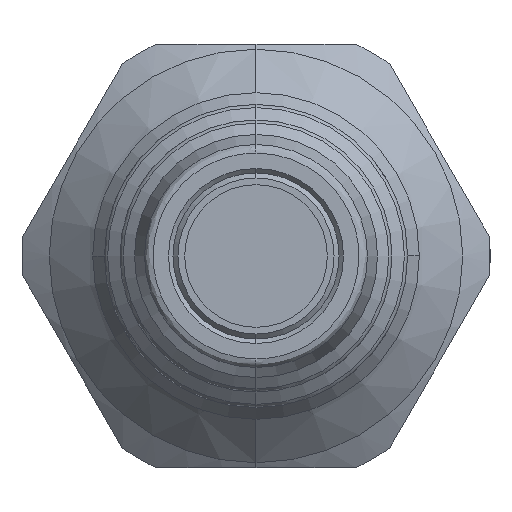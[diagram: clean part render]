
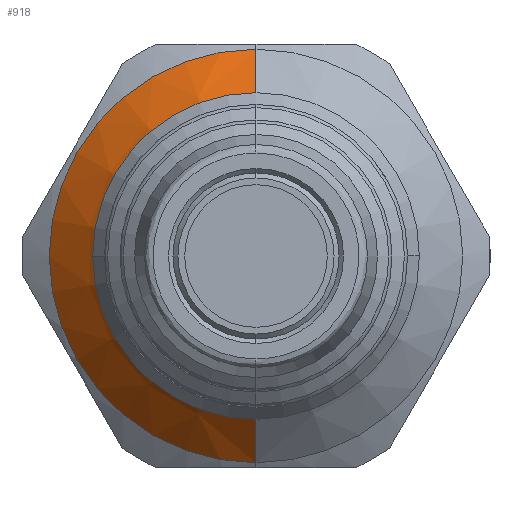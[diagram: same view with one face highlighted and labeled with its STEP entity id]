
A CAD part, left-side view. The second image highlights one B-rep face of the part: STEP entity #918.
In plain terms, the highlighted conical face has half-angle 45 degrees and reference radius 9.275 mm.
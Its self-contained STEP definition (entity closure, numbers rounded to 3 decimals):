
#23 = CIRCLE ( 'NONE', #1998, 9.275 ) ;
#111 = CIRCLE ( 'NONE', #2008, 5.85 ) ;
#151 = VECTOR ( 'NONE', #1157, 1000. ) ;
#153 = LINE ( 'NONE', #1153, #151 ) ;
#154 = VECTOR ( 'NONE', #1141, 1000. ) ;
#156 = LINE ( 'NONE', #1142, #154 ) ;
#219 = CONICAL_SURFACE ( 'NONE', #2053, 9.275, 0.785 ) ;
#220 = FACE_OUTER_BOUND ( 'NONE', #740, .T. ) ;
#417 = ORIENTED_EDGE ( 'NONE', *, *, #1624, .T. ) ;
#420 = ORIENTED_EDGE ( 'NONE', *, *, #1591, .T. ) ;
#427 = ORIENTED_EDGE ( 'NONE', *, *, #1593, .F. ) ;
#432 = ORIENTED_EDGE ( 'NONE', *, *, #1647, .F. ) ;
#740 = EDGE_LOOP ( 'NONE', ( #417, #420, #432, #427 ) ) ;
#814 = VERTEX_POINT ( 'NONE', #1065 ) ;
#828 = VERTEX_POINT ( 'NONE', #1050 ) ;
#832 = VERTEX_POINT ( 'NONE', #1044 ) ;
#861 = VERTEX_POINT ( 'NONE', #1023 ) ;
#918 = ADVANCED_FACE ( 'NONE', ( #220 ), #219, .T. ) ;
#1023 = CARTESIAN_POINT ( 'NONE',  ( -22.7, 0., -9.275 ) ) ;
#1044 = CARTESIAN_POINT ( 'NONE',  ( -26.125, 0., 5.85 ) ) ;
#1050 = CARTESIAN_POINT ( 'NONE',  ( -26.125, 0., -5.85 ) ) ;
#1065 = CARTESIAN_POINT ( 'NONE',  ( -22.7, 0., 9.275 ) ) ;
#1103 = DIRECTION ( 'NONE',  ( 1., 0., 0. ) ) ;
#1107 = CARTESIAN_POINT ( 'NONE',  ( -22.7, 0., 0. ) ) ;
#1141 = DIRECTION ( 'NONE',  ( 0.707, 0., 0.707 ) ) ;
#1142 = CARTESIAN_POINT ( 'NONE',  ( -22.7, 0., 9.275 ) ) ;
#1153 = CARTESIAN_POINT ( 'NONE',  ( -22.7, 0., -9.275 ) ) ;
#1155 = DIRECTION ( 'NONE',  ( 0., 0., -1. ) ) ;
#1157 = DIRECTION ( 'NONE',  ( 0.707, 0., -0.707 ) ) ;
#1591 = EDGE_CURVE ( 'NONE', #832, #814, #156, .T. ) ;
#1593 = EDGE_CURVE ( 'NONE', #828, #861, #153, .T. ) ;
#1624 = EDGE_CURVE ( 'NONE', #828, #832, #111, .T. ) ;
#1647 = EDGE_CURVE ( 'NONE', #861, #814, #23, .T. ) ;
#1758 = DIRECTION ( 'NONE',  ( 1., 0., 0. ) ) ;
#1808 = CARTESIAN_POINT ( 'NONE',  ( -22.7, 0., 0. ) ) ;
#1811 = DIRECTION ( 'NONE',  ( 0., 0., 1. ) ) ;
#1862 = CARTESIAN_POINT ( 'NONE',  ( -26.125, 0., 0. ) ) ;
#1880 = DIRECTION ( 'NONE',  ( 0., 0., -1. ) ) ;
#1881 = DIRECTION ( 'NONE',  ( 1., 0., 0. ) ) ;
#1998 = AXIS2_PLACEMENT_3D ( 'NONE', #1808, #1758, #1811 ) ;
#2008 = AXIS2_PLACEMENT_3D ( 'NONE', #1862, #1881, #1880 ) ;
#2053 = AXIS2_PLACEMENT_3D ( 'NONE', #1107, #1103, #1155 ) ;
